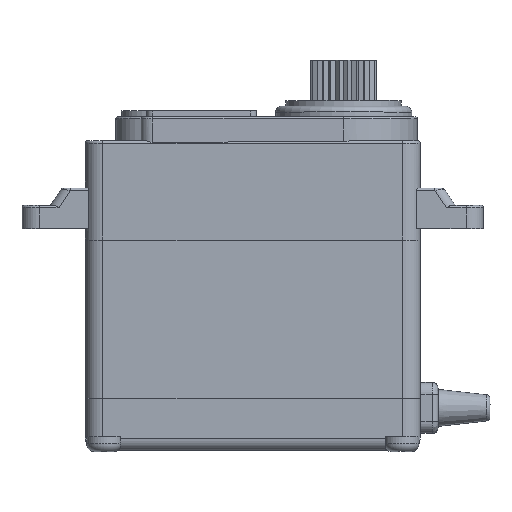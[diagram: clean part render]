
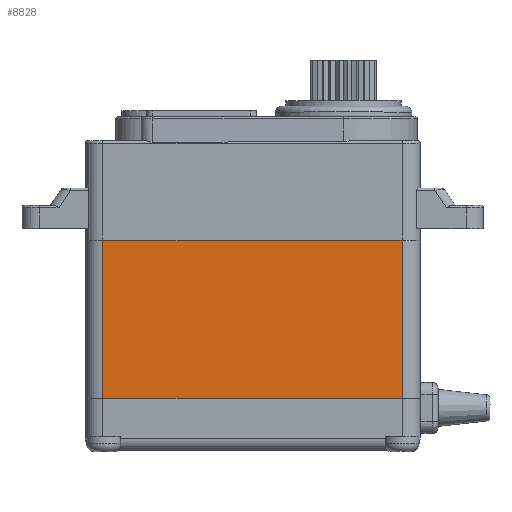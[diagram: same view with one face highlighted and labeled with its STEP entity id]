
A CAD part, top view. The second image highlights one B-rep face of the part: STEP entity #8828.
In plain terms, the highlighted planar face has unit normal (0, 0, 1).
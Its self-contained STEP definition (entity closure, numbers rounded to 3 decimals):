
#1944=DIRECTION('',(0.,1.,0.));
#1945=VECTOR('',#1944,13.7);
#1946=CARTESIAN_POINT('',(13.,0.,6.5));
#1947=LINE('',#1946,#1945);
#1952=DIRECTION('',(1.,0.,0.));
#1953=VECTOR('',#1952,26.);
#1954=CARTESIAN_POINT('',(-13.,0.,6.5));
#1955=LINE('',#1954,#1953);
#1960=DIRECTION('',(0.,-1.,0.));
#1961=VECTOR('',#1960,13.7);
#1962=CARTESIAN_POINT('',(-13.,13.7,6.5));
#1963=LINE('',#1962,#1961);
#1993=DIRECTION('',(1.,0.,0.));
#1994=VECTOR('',#1993,26.);
#1995=CARTESIAN_POINT('',(-13.,13.7,6.5));
#1996=LINE('',#1995,#1994);
#4771=CARTESIAN_POINT('',(13.,0.,6.5));
#4773=VERTEX_POINT('',#4771);
#4775=CARTESIAN_POINT('',(-13.,0.,6.5));
#4776=VERTEX_POINT('',#4775);
#4787=CARTESIAN_POINT('',(13.,13.7,6.5));
#4788=VERTEX_POINT('',#4787);
#4791=CARTESIAN_POINT('',(-13.,13.7,6.5));
#4792=VERTEX_POINT('',#4791);
#8815=CARTESIAN_POINT('',(0.,6.85,6.5));
#8816=DIRECTION('',(0.,0.,1.));
#8817=DIRECTION('',(1.,0.,0.));
#8818=AXIS2_PLACEMENT_3D('',#8815,#8816,#8817);
#8819=PLANE('',#8818);
#8820=ORIENTED_EDGE('',*,*,#8800,.F.);
#8821=ORIENTED_EDGE('',*,*,#6299,.F.);
#8823=ORIENTED_EDGE('',*,*,#8822,.F.);
#8825=ORIENTED_EDGE('',*,*,#8824,.T.);
#8826=EDGE_LOOP('',(#8820,#8821,#8823,#8825));
#8827=FACE_OUTER_BOUND('',#8826,.F.);
#8828=ADVANCED_FACE('',(#8827),#8819,.T.);
#6299=EDGE_CURVE('',#4776,#4773,#1955,.T.);
#8800=EDGE_CURVE('',#4773,#4788,#1947,.T.);
#8822=EDGE_CURVE('',#4792,#4776,#1963,.T.);
#8824=EDGE_CURVE('',#4792,#4788,#1996,.T.);
